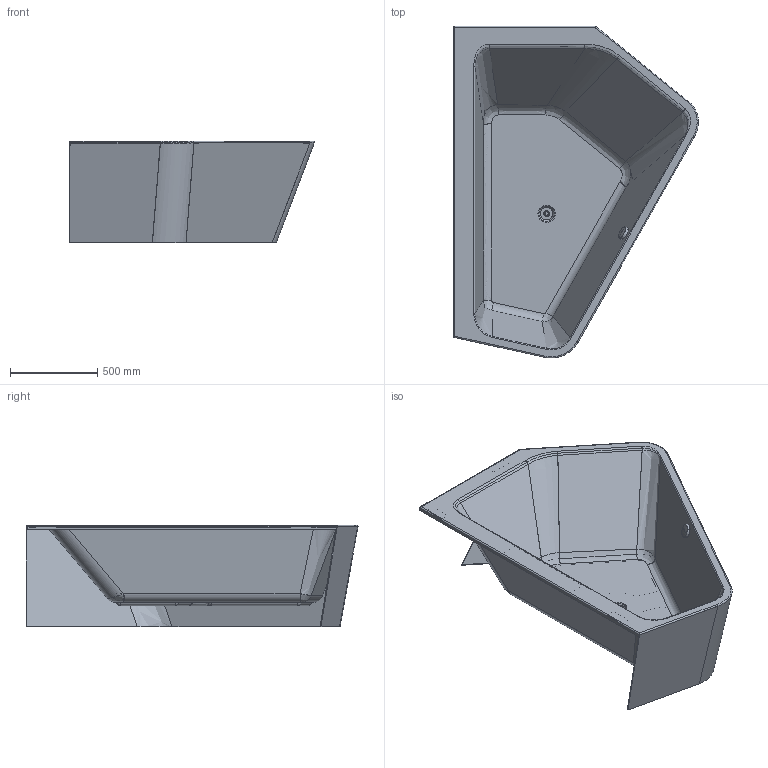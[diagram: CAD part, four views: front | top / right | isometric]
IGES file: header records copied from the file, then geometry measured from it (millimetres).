
Global section: file name: No Iges File Name specified; native system: Autodesk Inventor 2011; preprocessor: AutoDesk Inventor Iges Exporter R2011; author: Administrator; date: 20150529.083913; units: millimetre
Bounding box: 1399.68 x 1899.68 x 580 mm (x, y, z)
Volume: 36260564.6 mm3; surface area: 10168069 mm2
Topology: 3 solids, 3 shells, 317 faces, 826 edges, 503 vertices
Faces by surface type: plane 142, revolution 60, bspline 59, cylinder 33, torus 10, sphere 9, cone 4
Full cylindrical faces by diameter (mm): 9.2 x1, 13 x1, 14.5 x1, 24 x1, 32 x2, 72 x1
